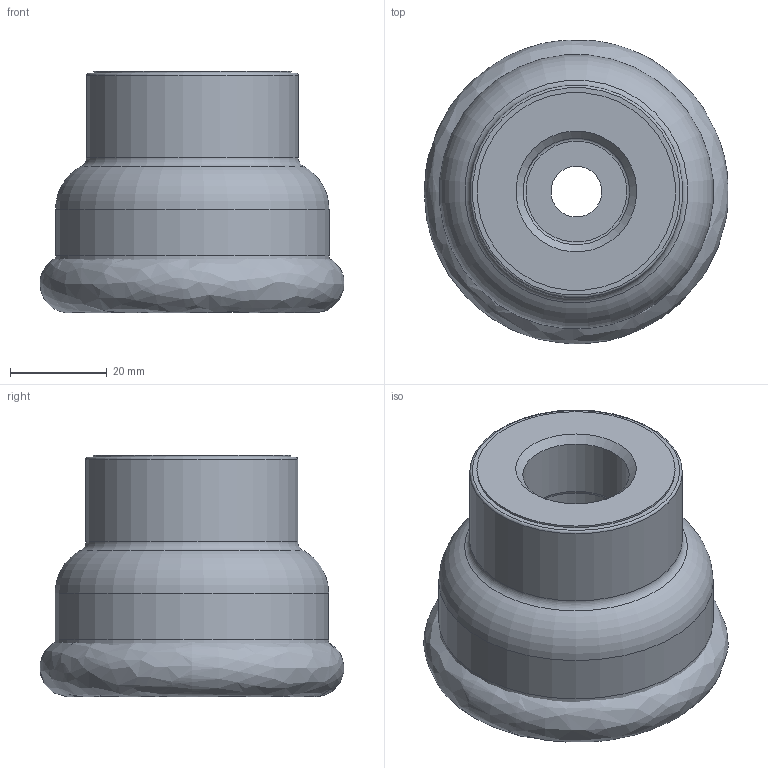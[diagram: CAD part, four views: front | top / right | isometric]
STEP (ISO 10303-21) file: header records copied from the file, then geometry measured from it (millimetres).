
FILE_DESCRIPTION(/* description */ (''),/* implementation_level */ '2;1');
FILE_NAME(/* name */ '1543898045364.stp',/* time_stamp */ '2018-12-04T10:04:30+06:00',/* author */ (''),/* organization */ ('SMS'),/* preprocessor_version */ 'ST-DEVELOPER v15',/* originating_system */ 'SIEMENS PLM Software NX 8.5',/* authorisation */ '');
FILE_SCHEMA (('AUTOMOTIVE_DESIGN { 1 0 10303 214 3 1 1 1 }'));
Length unit declared in the file: millimetre
Products named in the file (4): ASSEMBLY_CONSTRUCTION; 201862488mod000_00; 201957753mod000_00; 201957752mod000_00
Assembly tree (3 placements, depth 2):
  201957752mod000_00
    201957753mod000_00
    201862488mod000_00
    ASSEMBLY_CONSTRUCTION
Bounding box: 62.85 x 62.85 x 50 mm (x, y, z)
Volume: 104721.7 mm3; surface area: 20914.4 mm2
Topology: 2 solids, 2 shells, 29 faces, 57 edges, 48 vertices
Faces by surface type: torus 10, cylinder 7, plane 6, cone 3, revolution 2, bspline 1
Full cylindrical faces by diameter (mm): 10.5 x1, 17.1 x1, 22.011 x1, 22.5 x1, 41 x1, 44 x1, 56.803 x1
Entity records: 2517 total; most frequent: CARTESIAN_POINT 1764, DIRECTION 144, AXIS2_PLACEMENT_3D 71, FACE_BOUND 57, EDGE_LOOP 56, ORIENTED_EDGE 56, STYLED_ITEM 30, PRESENTATION_STYLE_ASSIGNMENT 30
